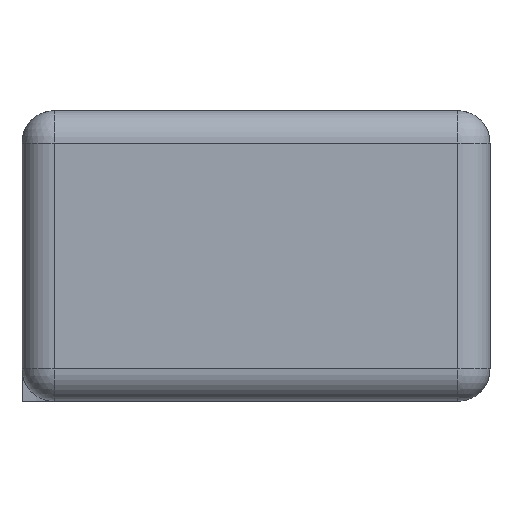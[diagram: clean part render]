
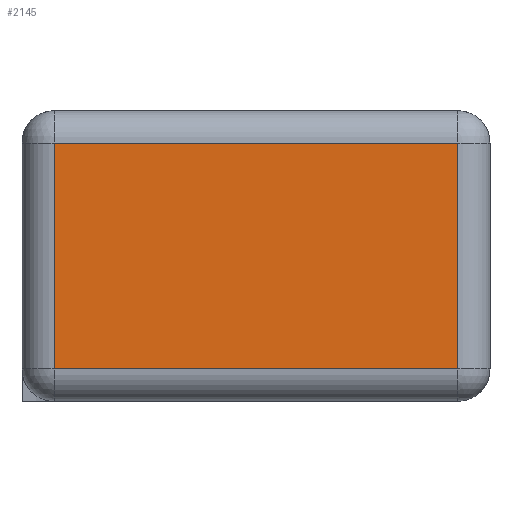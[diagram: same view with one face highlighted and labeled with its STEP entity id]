
A CAD part, left-side view. The second image highlights one B-rep face of the part: STEP entity #2145.
In plain terms, the highlighted planar face has unit normal (-1, 0, 0).
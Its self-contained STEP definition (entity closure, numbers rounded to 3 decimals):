
#1749=CARTESIAN_POINT('',(-1.7,-0.625,0.1));
#1750=VERTEX_POINT('',#1749);
#1795=CARTESIAN_POINT('',(-1.7,-0.625,0.8));
#1796=VERTEX_POINT('',#1795);
#1821=CARTESIAN_POINT('',(-1.7,0.625,0.1));
#1822=VERTEX_POINT('',#1821);
#1854=CARTESIAN_POINT('',(-1.7,0.625,0.8));
#1855=VERTEX_POINT('',#1854);
#1929=CARTESIAN_POINT('',(-1.7,0.625,0.1));
#1930=DIRECTION('',(0.0,0.0,1.0));
#1931=VECTOR('',#1930,0.7);
#1932=LINE('',#1929,#1931);
#1933=EDGE_CURVE('',#1822,#1855,#1932,.T.);
#1944=CARTESIAN_POINT('',(-1.7,0.625,0.8));
#1945=DIRECTION('',(0.0,-1.0,0.0));
#1946=VECTOR('',#1945,1.25);
#1947=LINE('',#1944,#1946);
#1948=EDGE_CURVE('',#1855,#1796,#1947,.T.);
#1998=CARTESIAN_POINT('',(-1.7,-0.625,0.1));
#1999=DIRECTION('',(0.0,1.0,0.0));
#2000=VECTOR('',#1999,1.25);
#2001=LINE('',#1998,#2000);
#2002=EDGE_CURVE('',#1750,#1822,#2001,.T.);
#2020=CARTESIAN_POINT('',(-1.7,-0.625,0.8));
#2021=DIRECTION('',(0.0,0.0,-1.0));
#2022=VECTOR('',#2021,0.7);
#2023=LINE('',#2020,#2022);
#2024=EDGE_CURVE('',#1796,#1750,#2023,.T.);
#2134=CARTESIAN_POINT('',(-1.7,-0.725,0.0));
#2135=DIRECTION('',(-1.0,0.0,0.0));
#2136=DIRECTION('',(0.0,0.0,1.0));
#2137=AXIS2_PLACEMENT_3D('',#2134,#2135,#2136);
#2138=PLANE('',#2137);
#2139=ORIENTED_EDGE('',*,*,#1933,.F.);
#2140=ORIENTED_EDGE('',*,*,#2002,.F.);
#2141=ORIENTED_EDGE('',*,*,#2024,.F.);
#2142=ORIENTED_EDGE('',*,*,#1948,.F.);
#2143=EDGE_LOOP('',(#2139,#2140,#2141,#2142));
#2144=FACE_OUTER_BOUND('',#2143,.T.);
#2145=ADVANCED_FACE('',(#2144),#2138,.T.);
